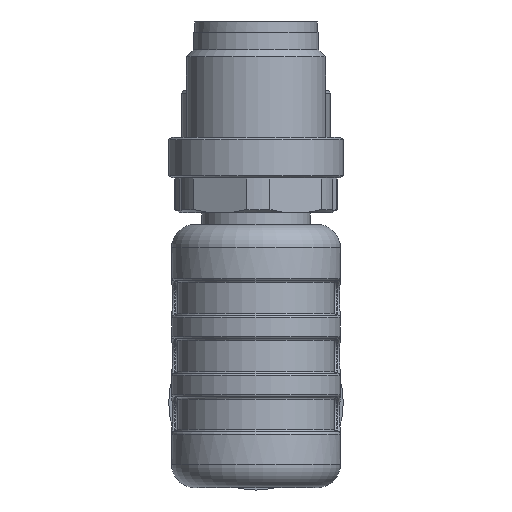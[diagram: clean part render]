
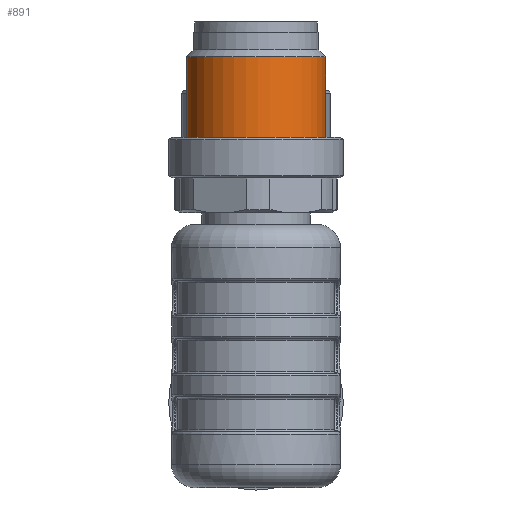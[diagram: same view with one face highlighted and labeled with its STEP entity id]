
A CAD part, left-side view. The second image highlights one B-rep face of the part: STEP entity #891.
In plain terms, the highlighted cylindrical face has radius 6 mm (diameter 12 mm), a full revolution.
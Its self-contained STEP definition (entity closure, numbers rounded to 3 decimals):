
#232=CYLINDRICAL_SURFACE('',#6217,6.);
#891=ADVANCED_FACE('',(#1291,#1292),#232,.T.);
#1291=FACE_BOUND('',#1572,.T.);
#1292=FACE_BOUND('',#1573,.T.);
#1572=EDGE_LOOP('',(#2588));
#1573=EDGE_LOOP('',(#2589));
#2588=ORIENTED_EDGE('',*,*,#4478,.F.);
#2589=ORIENTED_EDGE('',*,*,#4477,.T.);
#3814=VERTEX_POINT('',#9903);
#3815=VERTEX_POINT('',#9906);
#4477=EDGE_CURVE('',#3814,#3814,#5709,.T.);
#4478=EDGE_CURVE('',#3815,#3815,#5710,.T.);
#5709=CIRCLE('',#6214,6.);
#5710=CIRCLE('',#6216,6.);
#6214=AXIS2_PLACEMENT_3D('',#9902,#7350,#7351);
#6216=AXIS2_PLACEMENT_3D('',#9905,#7354,#7355);
#6217=AXIS2_PLACEMENT_3D('',#9907,#7356,#7357);
#7350=DIRECTION('',(0.,0.,1.));
#7351=DIRECTION('',(-0.029,1.,0.));
#7354=DIRECTION('',(0.,0.,1.));
#7355=DIRECTION('',(-0.029,1.,0.));
#7356=DIRECTION('',(0.,0.,1.));
#7357=DIRECTION('',(-0.029,1.,0.));
#9902=CARTESIAN_POINT('',(60.,60.,21.1));
#9903=CARTESIAN_POINT('',(59.826,65.997,21.1));
#9905=CARTESIAN_POINT('',(60.,60.,28.));
#9906=CARTESIAN_POINT('',(59.826,65.997,28.));
#9907=CARTESIAN_POINT('',(60.,60.,30.1));
